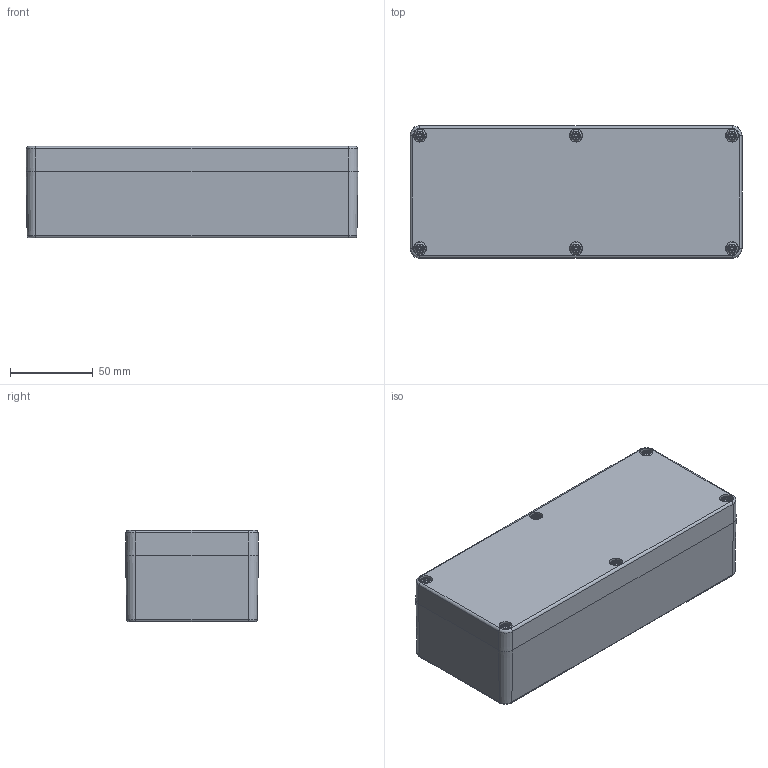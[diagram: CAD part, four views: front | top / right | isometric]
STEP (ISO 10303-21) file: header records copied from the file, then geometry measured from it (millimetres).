
FILE_DESCRIPTION((''),'2;1');
FILE_NAME('0402104000-MBT_208055-K_VE.stp','2015-12-22T14:45:25',('robin.rentz'),(''),'Autodesk Inventor 2012','Autodesk Inventor 2012','');
FILE_SCHEMA(('AUTOMOTIVE_DESIGN { 1 2 10303 214 0 1 1 1 }'));
Length unit declared in the file: millimetre
Products named in the file (6): 0402104000-MBT_208055-K_VE; 0401104002-UT_208040_VE; 0302104001-OT_208015-K_VE; xxx-O-Ring-MBM-MBT_208055; 1990000276 Schraube BM4x24_11; 1990000007 M4 Gewindebuchse
Assembly tree (15 placements, depth 2):
  0402104000-MBT_208055-K_VE
    0401104002-UT_208040_VE
    0302104001-OT_208015-K_VE
    xxx-O-Ring-MBM-MBT_208055
    1990000276 Schraube BM4x24_11  x6
    1990000007 M4 Gewindebuchse  x6
Bounding box: 200 x 80 x 55.03 mm (x, y, z)
Volume: 209745.7 mm3; surface area: 146094.5 mm2
Topology: 15 solids, 15 shells, 2360 faces, 5736 edges, 3472 vertices
Faces by surface type: plane 859, cylinder 605, cone 540, torus 295, bspline 52, sphere 9
Full cylindrical faces by diameter (mm): 3.242 x6, 3.3 x6, 4 x6, 4.4 x6, 4.5 x10, 4.8 x6, 5.1 x6, 6.8 x6, 7 x6, 7.9 x6, 8 x6
Entity records: 29627 total; most frequent: CARTESIAN_POINT 6035, DIRECTION 5345, ORIENTED_EDGE 4608, EDGE_CURVE 2304, AXIS2_PLACEMENT_3D 2215, VERTEX_POINT 1445, CIRCLE 1193, EDGE_LOOP 1177
